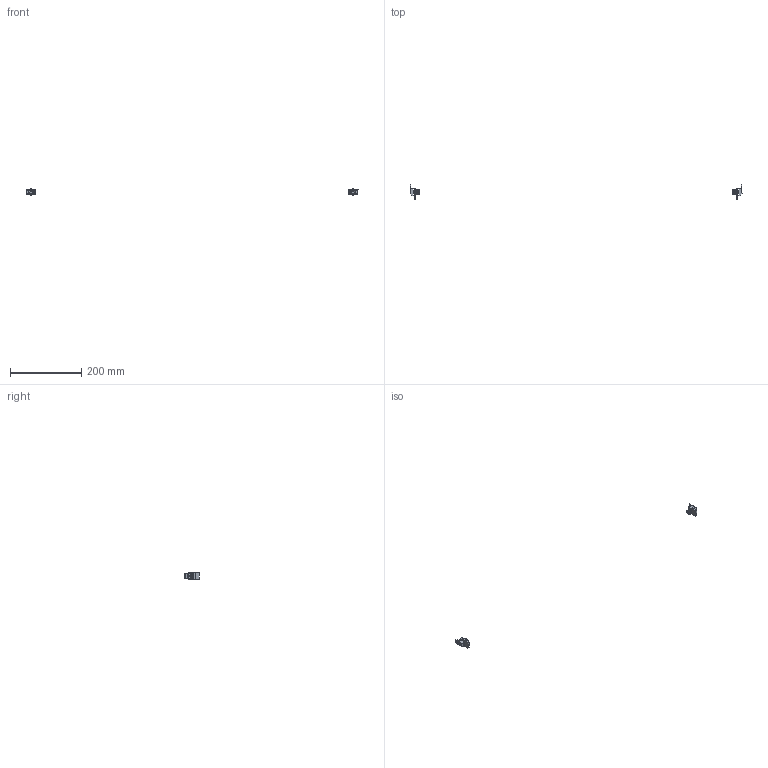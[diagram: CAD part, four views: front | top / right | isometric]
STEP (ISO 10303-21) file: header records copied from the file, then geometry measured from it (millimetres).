
FILE_DESCRIPTION (( 'STEP AP203' ), '1' );
FILE_NAME ('UR34100010100 Ïðîñòàâêà ê ìîíòàæíîé ïàíåëè (000.801.667).STEP', '2022-04-18T12:58:44', ( '' ), ( '' ), 'SwSTEP 2.0', 'SolidWorks 2017', '' );
FILE_SCHEMA (( 'CONFIG_CONTROL_DESIGN' ));
Length unit declared in the file: millimetre
Products named in the file (5): 024-423 砑僔蠂縺; 嵑殧趌6402_8; Âèíò DIN 7984 TORX_Œ8å20; UR34100010100 Ïðîñòàâêà ê ìîíòàæíîé ïàíåëè (000.801.667); Âñòàâíàÿ ãàéêà Ì8 äëÿ øêàôîâ USOLA_Œ8 4163.000
Assembly tree (8 placements, depth 2):
  UR34100010100 Ïðîñòàâêà ê ìîíòàæíîé ïàíåëè (000.801.667)
    024-423 砑僔蠂縺  x2
    Âñòàâíàÿ ãàéêà Ì8 äëÿ øêàôîâ USOLA_Œ8 4163.000  x2
    Âèíò DIN 7984 TORX_Œ8å20  x2
    嵑殧趌6402_8  x2
Bounding box: 931.44 x 40.3 x 20 mm (x, y, z)
Volume: 10959.3 mm3; surface area: 9251.2 mm2
Topology: 8 solids, 8 shells, 216 faces, 544 edges, 352 vertices
Faces by surface type: plane 120, cylinder 80, torus 8, sphere 4, cone 4
Entity records: 3889 total; most frequent: CARTESIAN_POINT 597, DIRECTION 578, ORIENTED_EDGE 544, EDGE_CURVE 272, AXIS2_PLACEMENT_3D 197, LINE 184, VECTOR 184, VERTEX_POINT 176
